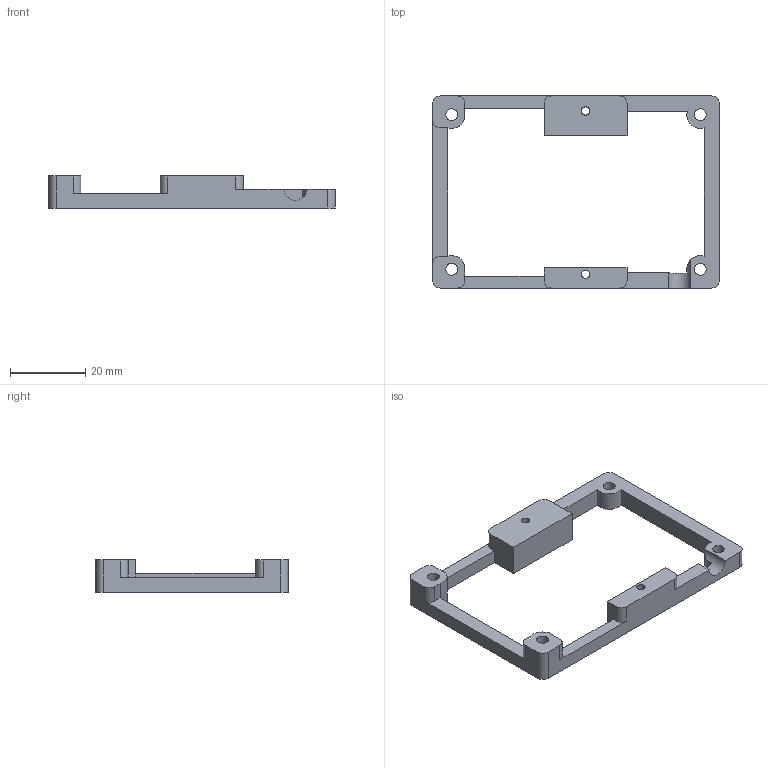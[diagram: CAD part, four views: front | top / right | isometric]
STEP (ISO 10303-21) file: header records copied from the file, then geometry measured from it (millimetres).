
FILE_DESCRIPTION(/* description */ (''),/* implementation_level */ '2;1');
FILE_NAME(/* name */ '',/* time_stamp */ '2023-08-30T18:35:29+09:00',/* author */ (''),/* organization */ (''),/* preprocessor_version */ 'ST-DEVELOPER v20',/* originating_system */ 'Autodesk Translation Framework v12.9.0.99',/* authorisation */ '');
FILE_SCHEMA (('AUTOMOTIVE_DESIGN { 1 0 10303 214 3 1 1 }'));
Length unit declared in the file: millimetre
Products named in the file (1): 74シリーズチェッカー_Ver2
Bounding box: 76 x 51 x 8.5 mm (x, y, z)
Volume: 6786.2 mm3; surface area: 5525.4 mm2
Topology: 1 solids, 1 shells, 74 faces, 216 edges, 144 vertices
Faces by surface type: plane 49, cylinder 25
Full cylindrical faces by diameter (mm): 2.2 x2, 3.2 x4
Entity records: 2548 total; most frequent: CARTESIAN_POINT 450, ORIENTED_EDGE 432, DIRECTION 415, EDGE_CURVE 216, LINE 165, VECTOR 165, VERTEX_POINT 144, AXIS2_PLACEMENT_3D 125
